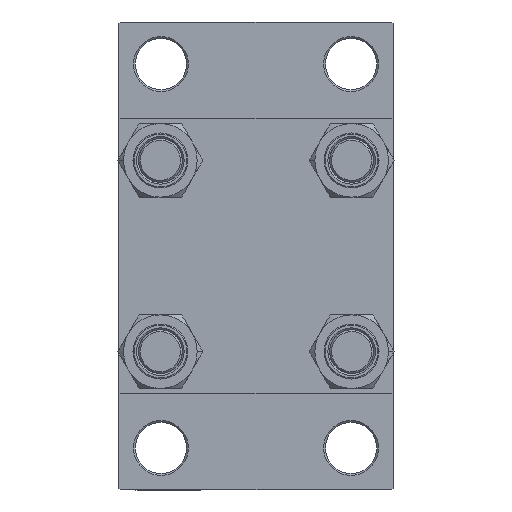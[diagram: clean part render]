
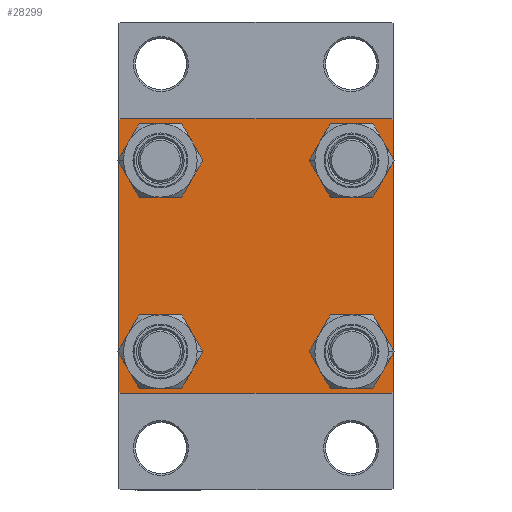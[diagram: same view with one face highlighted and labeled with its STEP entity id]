
A CAD part, left-side view. The second image highlights one B-rep face of the part: STEP entity #28299.
In plain terms, the highlighted planar face has unit normal (-1, 0, 0).
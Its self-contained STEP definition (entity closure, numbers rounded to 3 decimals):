
#353 = ORIENTED_EDGE ( 'NONE', *, *, #31712, .T. ) ;
#392 = VECTOR ( 'NONE', #15226, 1000. ) ;
#834 = DIRECTION ( 'NONE',  ( 0., 0., 1. ) ) ;
#1561 = ORIENTED_EDGE ( 'NONE', *, *, #38693, .T. ) ;
#1686 = ORIENTED_EDGE ( 'NONE', *, *, #32132, .T. ) ;
#1704 = AXIS2_PLACEMENT_3D ( 'NONE', #15175, #7304, #21851 ) ;
#1937 = DIRECTION ( 'NONE',  ( 1., 0., 0. ) ) ;
#2168 = CARTESIAN_POINT ( 'NONE',  ( 0., -26.15, 32.65 ) ) ;
#2860 = VECTOR ( 'NONE', #27918, 1000. ) ;
#2866 = DIRECTION ( 'NONE',  ( 0., 0., -1. ) ) ;
#2867 = EDGE_CURVE ( 'NONE', #33678, #30464, #12944, .T. ) ;
#2985 = ORIENTED_EDGE ( 'NONE', *, *, #22851, .F. ) ;
#3792 = VERTEX_POINT ( 'NONE', #22403 ) ;
#4279 = CARTESIAN_POINT ( 'NONE',  ( 0., -26.15, -19.65 ) ) ;
#4297 = CARTESIAN_POINT ( 'NONE',  ( 0., -37.25, -37.25 ) ) ;
#5427 = DIRECTION ( 'NONE',  ( 1., 0., 0. ) ) ;
#5664 = CARTESIAN_POINT ( 'NONE',  ( 0., -26.15, -26.15 ) ) ;
#5749 = CARTESIAN_POINT ( 'NONE',  ( 0., 37.5, -37.5 ) ) ;
#6234 = ORIENTED_EDGE ( 'NONE', *, *, #16021, .T. ) ;
#7021 = EDGE_CURVE ( 'NONE', #39796, #37208, #13153, .T. ) ;
#7195 = CARTESIAN_POINT ( 'NONE',  ( 0., -37.25, 37.25 ) ) ;
#7304 = DIRECTION ( 'NONE',  ( 1., 0., 0. ) ) ;
#7392 = EDGE_CURVE ( 'NONE', #3792, #42317, #27265, .T. ) ;
#7870 = AXIS2_PLACEMENT_3D ( 'NONE', #28373, #42934, #31246 ) ;
#7881 = DIRECTION ( 'NONE',  ( 1., 0., 0. ) ) ;
#8810 = LINE ( 'NONE', #4297, #24706 ) ;
#9029 = ORIENTED_EDGE ( 'NONE', *, *, #9314, .T. ) ;
#9314 = EDGE_CURVE ( 'NONE', #17275, #34689, #9330, .T. ) ;
#9330 = LINE ( 'NONE', #5749, #2860 ) ;
#10537 = AXIS2_PLACEMENT_3D ( 'NONE', #36972, #7881, #12146 ) ;
#10668 = AXIS2_PLACEMENT_3D ( 'NONE', #33985, #18755, #834 ) ;
#11041 = CIRCLE ( 'NONE', #32348, 6.5 ) ;
#11241 = ORIENTED_EDGE ( 'NONE', *, *, #36759, .T. ) ;
#11411 = VERTEX_POINT ( 'NONE', #31932 ) ;
#11526 = ORIENTED_EDGE ( 'NONE', *, *, #26765, .T. ) ;
#11762 = DIRECTION ( 'NONE',  ( 0., 0.707, -0.707 ) ) ;
#11777 = DIRECTION ( 'NONE',  ( 0., 0., 1. ) ) ;
#11920 = EDGE_CURVE ( 'NONE', #38086, #27979, #45603, .T. ) ;
#12047 = CARTESIAN_POINT ( 'NONE',  ( 0., -26.15, -32.65 ) ) ;
#12146 = DIRECTION ( 'NONE',  ( 0., 0., 1. ) ) ;
#12940 = CIRCLE ( 'NONE', #10668, 6.5 ) ;
#12944 = CIRCLE ( 'NONE', #16007, 6.5 ) ;
#13153 = LINE ( 'NONE', #35324, #34411 ) ;
#13472 = CARTESIAN_POINT ( 'NONE',  ( 0., -37., -37.5 ) ) ;
#13840 = FACE_BOUND ( 'NONE', #16993, .T. ) ;
#14284 = ORIENTED_EDGE ( 'NONE', *, *, #2867, .T. ) ;
#15175 = CARTESIAN_POINT ( 'NONE',  ( 0., -26.15, 26.15 ) ) ;
#15226 = DIRECTION ( 'NONE',  ( 0., -0.707, -0.707 ) ) ;
#15613 = VECTOR ( 'NONE', #21740, 1000. ) ;
#16007 = AXIS2_PLACEMENT_3D ( 'NONE', #5664, #5427, #19984 ) ;
#16021 = EDGE_CURVE ( 'NONE', #46731, #11411, #12940, .T. ) ;
#16052 = CARTESIAN_POINT ( 'NONE',  ( 0., -37.5, 37. ) ) ;
#16135 = VERTEX_POINT ( 'NONE', #44512 ) ;
#16860 = VECTOR ( 'NONE', #30981, 1000. ) ;
#16993 = EDGE_LOOP ( 'NONE', ( #40051, #14284 ) ) ;
#17074 = EDGE_CURVE ( 'NONE', #25955, #16135, #26638, .T. ) ;
#17275 = VERTEX_POINT ( 'NONE', #21529 ) ;
#17331 = ORIENTED_EDGE ( 'NONE', *, *, #11920, .T. ) ;
#18500 = CIRCLE ( 'NONE', #1704, 6.5 ) ;
#18708 = CARTESIAN_POINT ( 'NONE',  ( 0., 26.15, 26.15 ) ) ;
#18755 = DIRECTION ( 'NONE',  ( 1., 0., 0. ) ) ;
#18859 = DIRECTION ( 'NONE',  ( 0., -0.707, 0.707 ) ) ;
#19305 = LINE ( 'NONE', #23829, #16860 ) ;
#19377 = CARTESIAN_POINT ( 'NONE',  ( 0., 26.15, -32.65 ) ) ;
#19619 = CIRCLE ( 'NONE', #33328, 6.5 ) ;
#19984 = DIRECTION ( 'NONE',  ( 0., 0., 1. ) ) ;
#20562 = EDGE_LOOP ( 'NONE', ( #17331, #353 ) ) ;
#20751 = FACE_OUTER_BOUND ( 'NONE', #24402, .T. ) ;
#21508 = LINE ( 'NONE', #7195, #15613 ) ;
#21529 = CARTESIAN_POINT ( 'NONE',  ( 0., 37., -37.5 ) ) ;
#21740 = DIRECTION ( 'NONE',  ( 0., 0.707, 0.707 ) ) ;
#21851 = DIRECTION ( 'NONE',  ( 0., 0., 1. ) ) ;
#22403 = CARTESIAN_POINT ( 'NONE',  ( 0., 37.5, 37. ) ) ;
#22612 = ORIENTED_EDGE ( 'NONE', *, *, #45499, .T. ) ;
#22851 = EDGE_CURVE ( 'NONE', #27371, #23585, #19305, .T. ) ;
#22924 = CARTESIAN_POINT ( 'NONE',  ( 0., 26.15, 26.15 ) ) ;
#22943 = LINE ( 'NONE', #41078, #27002 ) ;
#23585 = VERTEX_POINT ( 'NONE', #46106 ) ;
#23620 = AXIS2_PLACEMENT_3D ( 'NONE', #18708, #29668, #11777 ) ;
#23829 = CARTESIAN_POINT ( 'NONE',  ( 0., 37.5, 37.5 ) ) ;
#24325 = PLANE ( 'NONE',  #7870 ) ;
#24402 = EDGE_LOOP ( 'NONE', ( #30639, #11241, #9029, #1686, #39511, #1561, #2985, #42267 ) ) ;
#24706 = VECTOR ( 'NONE', #18859, 1000. ) ;
#24945 = CARTESIAN_POINT ( 'NONE',  ( 0., 26.15, -26.15 ) ) ;
#25955 = VERTEX_POINT ( 'NONE', #34596 ) ;
#26638 = CIRCLE ( 'NONE', #23620, 6.5 ) ;
#26765 = EDGE_CURVE ( 'NONE', #11411, #46731, #18500, .T. ) ;
#26860 = LINE ( 'NONE', #37372, #392 ) ;
#27002 = VECTOR ( 'NONE', #11762, 1000. ) ;
#27022 = CARTESIAN_POINT ( 'NONE',  ( 0., 37.5, 37.5 ) ) ;
#27265 = LINE ( 'NONE', #27022, #33634 ) ;
#27371 = VERTEX_POINT ( 'NONE', #43698 ) ;
#27918 = DIRECTION ( 'NONE',  ( 0., -1., 0. ) ) ;
#27979 = VERTEX_POINT ( 'NONE', #19377 ) ;
#28049 = DIRECTION ( 'NONE',  ( 0., 0., 1. ) ) ;
#28299 = ADVANCED_FACE ( 'NONE', ( #45809, #13840, #46524, #38640, #20751 ), #24325, .T. ) ;
#28373 = CARTESIAN_POINT ( 'NONE',  ( 0., 0., 0. ) ) ;
#28765 = CARTESIAN_POINT ( 'NONE',  ( 0., 26.15, -19.65 ) ) ;
#29668 = DIRECTION ( 'NONE',  ( 1., 0., 0. ) ) ;
#30464 = VERTEX_POINT ( 'NONE', #4279 ) ;
#30639 = ORIENTED_EDGE ( 'NONE', *, *, #7392, .T. ) ;
#30981 = DIRECTION ( 'NONE',  ( 0., -1., 0. ) ) ;
#31246 = DIRECTION ( 'NONE',  ( 0., 0., 1. ) ) ;
#31712 = EDGE_CURVE ( 'NONE', #27979, #38086, #11041, .T. ) ;
#31932 = CARTESIAN_POINT ( 'NONE',  ( 0., -26.15, 19.65 ) ) ;
#32132 = EDGE_CURVE ( 'NONE', #34689, #37208, #8810, .T. ) ;
#32348 = AXIS2_PLACEMENT_3D ( 'NONE', #24945, #32591, #28049 ) ;
#32591 = DIRECTION ( 'NONE',  ( 1., 0., 0. ) ) ;
#33006 = EDGE_CURVE ( 'NONE', #27371, #3792, #22943, .T. ) ;
#33096 = EDGE_CURVE ( 'NONE', #30464, #33678, #40742, .T. ) ;
#33328 = AXIS2_PLACEMENT_3D ( 'NONE', #22924, #33902, #44436 ) ;
#33634 = VECTOR ( 'NONE', #34664, 1000. ) ;
#33678 = VERTEX_POINT ( 'NONE', #12047 ) ;
#33902 = DIRECTION ( 'NONE',  ( 1., 0., 0. ) ) ;
#33985 = CARTESIAN_POINT ( 'NONE',  ( 0., -26.15, 26.15 ) ) ;
#34411 = VECTOR ( 'NONE', #2866, 1000. ) ;
#34439 = CARTESIAN_POINT ( 'NONE',  ( 0., -37.5, -37. ) ) ;
#34596 = CARTESIAN_POINT ( 'NONE',  ( 0., 26.15, 19.65 ) ) ;
#34626 = CARTESIAN_POINT ( 'NONE',  ( 0., -26.15, -26.15 ) ) ;
#34664 = DIRECTION ( 'NONE',  ( 0., 0., -1. ) ) ;
#34689 = VERTEX_POINT ( 'NONE', #13472 ) ;
#35113 = DIRECTION ( 'NONE',  ( 0., 0., 1. ) ) ;
#35324 = CARTESIAN_POINT ( 'NONE',  ( 0., -37.5, 37.5 ) ) ;
#36759 = EDGE_CURVE ( 'NONE', #42317, #17275, #26860, .T. ) ;
#36972 = CARTESIAN_POINT ( 'NONE',  ( 0., 26.15, -26.15 ) ) ;
#37208 = VERTEX_POINT ( 'NONE', #34439 ) ;
#37354 = ORIENTED_EDGE ( 'NONE', *, *, #17074, .T. ) ;
#37372 = CARTESIAN_POINT ( 'NONE',  ( 0., 37.25, -37.25 ) ) ;
#38086 = VERTEX_POINT ( 'NONE', #28765 ) ;
#38640 = FACE_BOUND ( 'NONE', #43788, .T. ) ;
#38693 = EDGE_CURVE ( 'NONE', #39796, #23585, #21508, .T. ) ;
#39511 = ORIENTED_EDGE ( 'NONE', *, *, #7021, .F. ) ;
#39748 = EDGE_LOOP ( 'NONE', ( #6234, #11526 ) ) ;
#39796 = VERTEX_POINT ( 'NONE', #16052 ) ;
#40051 = ORIENTED_EDGE ( 'NONE', *, *, #33096, .T. ) ;
#40742 = CIRCLE ( 'NONE', #46868, 6.5 ) ;
#41078 = CARTESIAN_POINT ( 'NONE',  ( 0., 37.25, 37.25 ) ) ;
#42245 = CARTESIAN_POINT ( 'NONE',  ( 0., 37.5, -37. ) ) ;
#42267 = ORIENTED_EDGE ( 'NONE', *, *, #33006, .T. ) ;
#42317 = VERTEX_POINT ( 'NONE', #42245 ) ;
#42934 = DIRECTION ( 'NONE',  ( -1., 0., 0. ) ) ;
#43698 = CARTESIAN_POINT ( 'NONE',  ( 0., 37., 37.5 ) ) ;
#43788 = EDGE_LOOP ( 'NONE', ( #22612, #37354 ) ) ;
#44436 = DIRECTION ( 'NONE',  ( 0., 0., 1. ) ) ;
#44512 = CARTESIAN_POINT ( 'NONE',  ( 0., 26.15, 32.65 ) ) ;
#45499 = EDGE_CURVE ( 'NONE', #16135, #25955, #19619, .T. ) ;
#45603 = CIRCLE ( 'NONE', #10537, 6.5 ) ;
#45809 = FACE_BOUND ( 'NONE', #39748, .T. ) ;
#46106 = CARTESIAN_POINT ( 'NONE',  ( 0., -37., 37.5 ) ) ;
#46524 = FACE_BOUND ( 'NONE', #20562, .T. ) ;
#46731 = VERTEX_POINT ( 'NONE', #2168 ) ;
#46868 = AXIS2_PLACEMENT_3D ( 'NONE', #34626, #1937, #35113 ) ;
